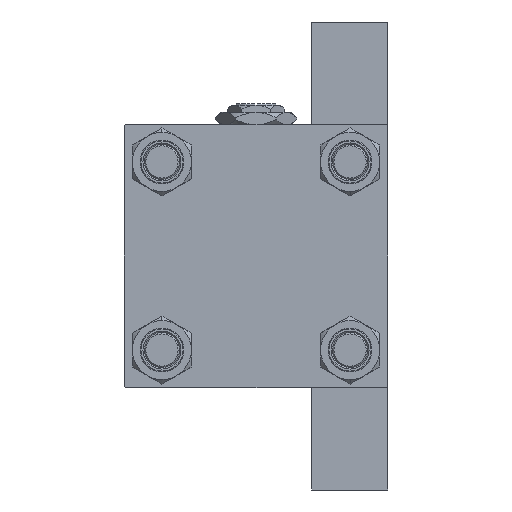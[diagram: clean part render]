
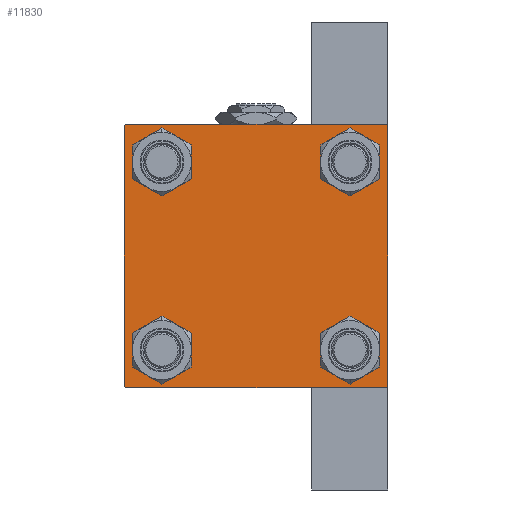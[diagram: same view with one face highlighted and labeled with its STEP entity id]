
A CAD part, left-side view. The second image highlights one B-rep face of the part: STEP entity #11830.
In plain terms, the highlighted planar face has unit normal (-1, 0, 0).
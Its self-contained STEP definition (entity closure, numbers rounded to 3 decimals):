
#389 = CARTESIAN_POINT ( 'NONE',  ( 0., 32.15, -32.15 ) ) ;
#483 = ORIENTED_EDGE ( 'NONE', *, *, #36974, .T. ) ;
#801 = EDGE_CURVE ( 'NONE', #33495, #13530, #9752, .T. ) ;
#1255 = EDGE_CURVE ( 'NONE', #4791, #43777, #48384, .T. ) ;
#1592 = ORIENTED_EDGE ( 'NONE', *, *, #14480, .T. ) ;
#2415 = ORIENTED_EDGE ( 'NONE', *, *, #38239, .T. ) ;
#2673 = LINE ( 'NONE', #40959, #19324 ) ;
#2853 = VERTEX_POINT ( 'NONE', #30309 ) ;
#3004 = FACE_OUTER_BOUND ( 'NONE', #33280, .T. ) ;
#3100 = CARTESIAN_POINT ( 'NONE',  ( 0., 44.75, 44.75 ) ) ;
#3156 = EDGE_CURVE ( 'NONE', #12328, #9908, #17681, .T. ) ;
#3194 = VERTEX_POINT ( 'NONE', #26040 ) ;
#3460 = EDGE_CURVE ( 'NONE', #5292, #2853, #6901, .T. ) ;
#3563 = DIRECTION ( 'NONE',  ( 1., 0., 0. ) ) ;
#3942 = CARTESIAN_POINT ( 'NONE',  ( 0., -45., 45. ) ) ;
#4549 = AXIS2_PLACEMENT_3D ( 'NONE', #37534, #3563, #7598 ) ;
#4791 = VERTEX_POINT ( 'NONE', #12893 ) ;
#5292 = VERTEX_POINT ( 'NONE', #21948 ) ;
#5404 = CARTESIAN_POINT ( 'NONE',  ( 0., -45., -44.5 ) ) ;
#5876 = CARTESIAN_POINT ( 'NONE',  ( 0., -32.15, -32.15 ) ) ;
#6562 = FACE_BOUND ( 'NONE', #25505, .T. ) ;
#6901 = LINE ( 'NONE', #3100, #45227 ) ;
#6972 = ORIENTED_EDGE ( 'NONE', *, *, #1255, .T. ) ;
#7164 = EDGE_LOOP ( 'NONE', ( #41203, #6972 ) ) ;
#7598 = DIRECTION ( 'NONE',  ( 0., 0., 1. ) ) ;
#7988 = DIRECTION ( 'NONE',  ( 0., 0., -1. ) ) ;
#8235 = DIRECTION ( 'NONE',  ( 0., 0., -1. ) ) ;
#9002 = LINE ( 'NONE', #20183, #23871 ) ;
#9512 = ORIENTED_EDGE ( 'NONE', *, *, #25299, .T. ) ;
#9663 = DIRECTION ( 'NONE',  ( 0., 0., 1. ) ) ;
#9750 = EDGE_CURVE ( 'NONE', #13530, #33495, #40129, .T. ) ;
#9752 = CIRCLE ( 'NONE', #40539, 6.5 ) ;
#9908 = VERTEX_POINT ( 'NONE', #27430 ) ;
#10175 = EDGE_CURVE ( 'NONE', #43777, #4791, #14232, .T. ) ;
#10470 = VERTEX_POINT ( 'NONE', #24820 ) ;
#10692 = ORIENTED_EDGE ( 'NONE', *, *, #11043, .F. ) ;
#10747 = ORIENTED_EDGE ( 'NONE', *, *, #3460, .T. ) ;
#10963 = DIRECTION ( 'NONE',  ( 1., 0., 0. ) ) ;
#11026 = VECTOR ( 'NONE', #8235, 1000. ) ;
#11043 = EDGE_CURVE ( 'NONE', #12328, #48040, #34612, .T. ) ;
#11830 = ADVANCED_FACE ( 'NONE', ( #6562, #41549, #29142, #22019, #3004 ), #33931, .T. ) ;
#12328 = VERTEX_POINT ( 'NONE', #25897 ) ;
#12840 = VECTOR ( 'NONE', #38941, 1000. ) ;
#12893 = CARTESIAN_POINT ( 'NONE',  ( 0., 32.15, 25.65 ) ) ;
#13530 = VERTEX_POINT ( 'NONE', #19979 ) ;
#13613 = CARTESIAN_POINT ( 'NONE',  ( 0., -44.75, 44.75 ) ) ;
#13651 = DIRECTION ( 'NONE',  ( 1., 0., 0. ) ) ;
#13734 = CARTESIAN_POINT ( 'NONE',  ( 0., -32.15, 38.65 ) ) ;
#14232 = CIRCLE ( 'NONE', #4549, 6.5 ) ;
#14272 = AXIS2_PLACEMENT_3D ( 'NONE', #33414, #25082, #17467 ) ;
#14458 = VECTOR ( 'NONE', #22653, 1000. ) ;
#14466 = CIRCLE ( 'NONE', #16089, 6.5 ) ;
#14480 = EDGE_CURVE ( 'NONE', #3194, #37038, #28144, .T. ) ;
#15765 = CARTESIAN_POINT ( 'NONE',  ( 0., 32.15, 32.15 ) ) ;
#15846 = ORIENTED_EDGE ( 'NONE', *, *, #9750, .T. ) ;
#16089 = AXIS2_PLACEMENT_3D ( 'NONE', #389, #31812, #35127 ) ;
#16247 = CARTESIAN_POINT ( 'NONE',  ( 0., 32.15, -32.15 ) ) ;
#16352 = EDGE_CURVE ( 'NONE', #10470, #33291, #25202, .T. ) ;
#16808 = VERTEX_POINT ( 'NONE', #30791 ) ;
#17467 = DIRECTION ( 'NONE',  ( 0., 0., 1. ) ) ;
#17662 = VECTOR ( 'NONE', #29108, 1000. ) ;
#17681 = LINE ( 'NONE', #13613, #17662 ) ;
#17682 = VECTOR ( 'NONE', #7988, 1000. ) ;
#19324 = VECTOR ( 'NONE', #33584, 1000. ) ;
#19489 = DIRECTION ( 'NONE',  ( 1., 0., 0. ) ) ;
#19520 = EDGE_CURVE ( 'NONE', #2853, #10470, #47054, .T. ) ;
#19979 = CARTESIAN_POINT ( 'NONE',  ( 0., -32.15, 25.65 ) ) ;
#20065 = DIRECTION ( 'NONE',  ( 1., 0., 0. ) ) ;
#20183 = CARTESIAN_POINT ( 'NONE',  ( 0., 45., -45. ) ) ;
#20359 = CARTESIAN_POINT ( 'NONE',  ( 0., 44.5, -45. ) ) ;
#21948 = CARTESIAN_POINT ( 'NONE',  ( 0., 44.5, 45. ) ) ;
#22019 = FACE_BOUND ( 'NONE', #7164, .T. ) ;
#22143 = CARTESIAN_POINT ( 'NONE',  ( 0., -32.15, -25.65 ) ) ;
#22358 = DIRECTION ( 'NONE',  ( 0., 0.707, -0.707 ) ) ;
#22379 = DIRECTION ( 'NONE',  ( 0., 0., 1. ) ) ;
#22503 = AXIS2_PLACEMENT_3D ( 'NONE', #16247, #20065, #26918 ) ;
#22653 = DIRECTION ( 'NONE',  ( 0., -0.707, -0.707 ) ) ;
#22998 = ORIENTED_EDGE ( 'NONE', *, *, #801, .T. ) ;
#23339 = AXIS2_PLACEMENT_3D ( 'NONE', #42558, #19489, #35686 ) ;
#23476 = CARTESIAN_POINT ( 'NONE',  ( 0., -44.75, -44.75 ) ) ;
#23871 = VECTOR ( 'NONE', #24217, 1000. ) ;
#24217 = DIRECTION ( 'NONE',  ( 0., -1., 0. ) ) ;
#24753 = AXIS2_PLACEMENT_3D ( 'NONE', #42164, #10963, #22379 ) ;
#24820 = CARTESIAN_POINT ( 'NONE',  ( 0., 45., -44.5 ) ) ;
#24841 = EDGE_CURVE ( 'NONE', #37919, #45861, #49832, .T. ) ;
#25082 = DIRECTION ( 'NONE',  ( -1., 0., 0. ) ) ;
#25202 = LINE ( 'NONE', #33045, #14458 ) ;
#25299 = EDGE_CURVE ( 'NONE', #33291, #16808, #9002, .T. ) ;
#25505 = EDGE_LOOP ( 'NONE', ( #22998, #15846 ) ) ;
#25652 = AXIS2_PLACEMENT_3D ( 'NONE', #15765, #27190, #38599 ) ;
#25897 = CARTESIAN_POINT ( 'NONE',  ( 0., -45., 44.5 ) ) ;
#26040 = CARTESIAN_POINT ( 'NONE',  ( 0., 32.15, -25.65 ) ) ;
#26918 = DIRECTION ( 'NONE',  ( 0., 0., 1. ) ) ;
#27190 = DIRECTION ( 'NONE',  ( 1., 0., 0. ) ) ;
#27430 = CARTESIAN_POINT ( 'NONE',  ( 0., -44.5, 45. ) ) ;
#28144 = CIRCLE ( 'NONE', #22503, 6.5 ) ;
#29108 = DIRECTION ( 'NONE',  ( 0., 0.707, 0.707 ) ) ;
#29142 = FACE_BOUND ( 'NONE', #30647, .T. ) ;
#29148 = DIRECTION ( 'NONE',  ( 0., 0., 1. ) ) ;
#29528 = ORIENTED_EDGE ( 'NONE', *, *, #16352, .T. ) ;
#29867 = ORIENTED_EDGE ( 'NONE', *, *, #40925, .F. ) ;
#30309 = CARTESIAN_POINT ( 'NONE',  ( 0., 45., 44.5 ) ) ;
#30647 = EDGE_LOOP ( 'NONE', ( #1592, #2415 ) ) ;
#30791 = CARTESIAN_POINT ( 'NONE',  ( 0., -44.5, -45. ) ) ;
#31812 = DIRECTION ( 'NONE',  ( 1., 0., 0. ) ) ;
#32014 = EDGE_LOOP ( 'NONE', ( #483, #44618 ) ) ;
#32349 = ORIENTED_EDGE ( 'NONE', *, *, #19520, .T. ) ;
#33045 = CARTESIAN_POINT ( 'NONE',  ( 0., 44.75, -44.75 ) ) ;
#33280 = EDGE_LOOP ( 'NONE', ( #32349, #29528, #9512, #44364, #10692, #35600, #29867, #10747 ) ) ;
#33291 = VERTEX_POINT ( 'NONE', #20359 ) ;
#33414 = CARTESIAN_POINT ( 'NONE',  ( 0., 0., 0. ) ) ;
#33495 = VERTEX_POINT ( 'NONE', #13734 ) ;
#33584 = DIRECTION ( 'NONE',  ( 0., -1., 0. ) ) ;
#33608 = AXIS2_PLACEMENT_3D ( 'NONE', #5876, #36781, #9663 ) ;
#33931 = PLANE ( 'NONE',  #14272 ) ;
#34612 = LINE ( 'NONE', #3942, #11026 ) ;
#35127 = DIRECTION ( 'NONE',  ( 0., 0., 1. ) ) ;
#35600 = ORIENTED_EDGE ( 'NONE', *, *, #3156, .T. ) ;
#35686 = DIRECTION ( 'NONE',  ( 0., 0., 1. ) ) ;
#35868 = LINE ( 'NONE', #23476, #12840 ) ;
#36781 = DIRECTION ( 'NONE',  ( 1., 0., 0. ) ) ;
#36974 = EDGE_CURVE ( 'NONE', #45861, #37919, #45225, .T. ) ;
#37038 = VERTEX_POINT ( 'NONE', #43067 ) ;
#37534 = CARTESIAN_POINT ( 'NONE',  ( 0., 32.15, 32.15 ) ) ;
#37919 = VERTEX_POINT ( 'NONE', #46141 ) ;
#38239 = EDGE_CURVE ( 'NONE', #37038, #3194, #14466, .T. ) ;
#38294 = EDGE_CURVE ( 'NONE', #16808, #48040, #35868, .T. ) ;
#38599 = DIRECTION ( 'NONE',  ( 0., 0., 1. ) ) ;
#38667 = CARTESIAN_POINT ( 'NONE',  ( 0., 45., 45. ) ) ;
#38941 = DIRECTION ( 'NONE',  ( 0., -0.707, 0.707 ) ) ;
#40129 = CIRCLE ( 'NONE', #24753, 6.5 ) ;
#40539 = AXIS2_PLACEMENT_3D ( 'NONE', #49181, #13651, #29148 ) ;
#40925 = EDGE_CURVE ( 'NONE', #5292, #9908, #2673, .T. ) ;
#40959 = CARTESIAN_POINT ( 'NONE',  ( 0., 45., 45. ) ) ;
#41203 = ORIENTED_EDGE ( 'NONE', *, *, #10175, .T. ) ;
#41549 = FACE_BOUND ( 'NONE', #32014, .T. ) ;
#42164 = CARTESIAN_POINT ( 'NONE',  ( 0., -32.15, 32.15 ) ) ;
#42558 = CARTESIAN_POINT ( 'NONE',  ( 0., -32.15, -32.15 ) ) ;
#42814 = CARTESIAN_POINT ( 'NONE',  ( 0., 32.15, 38.65 ) ) ;
#43067 = CARTESIAN_POINT ( 'NONE',  ( 0., 32.15, -38.65 ) ) ;
#43777 = VERTEX_POINT ( 'NONE', #42814 ) ;
#44364 = ORIENTED_EDGE ( 'NONE', *, *, #38294, .T. ) ;
#44618 = ORIENTED_EDGE ( 'NONE', *, *, #24841, .T. ) ;
#45225 = CIRCLE ( 'NONE', #23339, 6.5 ) ;
#45227 = VECTOR ( 'NONE', #22358, 1000. ) ;
#45861 = VERTEX_POINT ( 'NONE', #22143 ) ;
#46141 = CARTESIAN_POINT ( 'NONE',  ( 0., -32.15, -38.65 ) ) ;
#47054 = LINE ( 'NONE', #38667, #17682 ) ;
#48040 = VERTEX_POINT ( 'NONE', #5404 ) ;
#48384 = CIRCLE ( 'NONE', #25652, 6.5 ) ;
#49181 = CARTESIAN_POINT ( 'NONE',  ( 0., -32.15, 32.15 ) ) ;
#49832 = CIRCLE ( 'NONE', #33608, 6.5 ) ;
